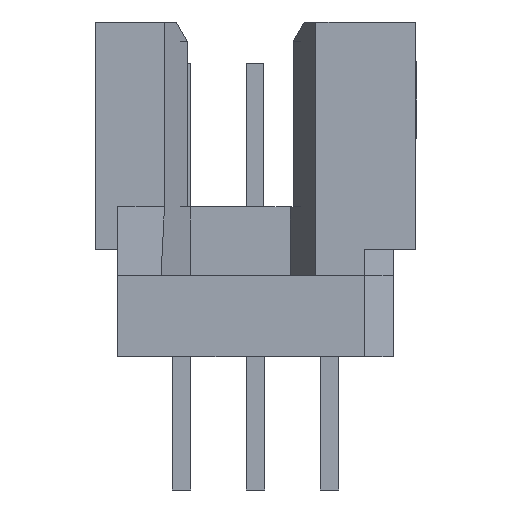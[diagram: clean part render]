
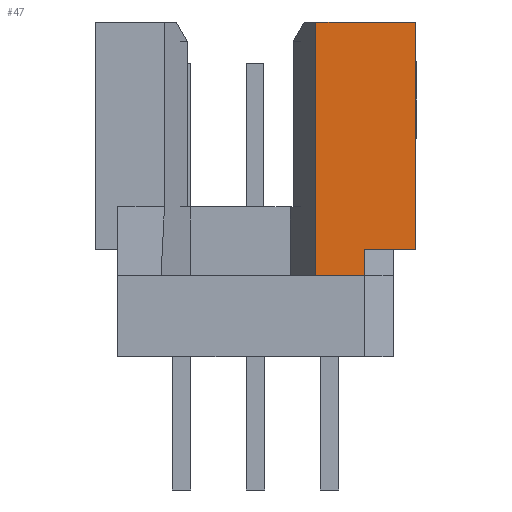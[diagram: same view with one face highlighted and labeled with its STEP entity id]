
A CAD part, left-side view. The second image highlights one B-rep face of the part: STEP entity #47.
In plain terms, the highlighted planar face has unit normal (-1, 0, 0).
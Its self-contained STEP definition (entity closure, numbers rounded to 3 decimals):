
#47=ADVANCED_FACE('',(#1381),#1382,.F.);
#1381=FACE_OUTER_BOUND('',#4298,.T.);
#1382=PLANE('',#4299);
#4298=EDGE_LOOP('',(#7222,#7223,#7224,#7225,#7226,#7227));
#4299=AXIS2_PLACEMENT_3D('',#7228,#7229,#7230);
#7222=ORIENTED_EDGE('',*,*,#17689,.F.);
#7223=ORIENTED_EDGE('',*,*,#17690,.F.);
#7224=ORIENTED_EDGE('',*,*,#17691,.F.);
#7225=ORIENTED_EDGE('',*,*,#17692,.F.);
#7226=ORIENTED_EDGE('',*,*,#17693,.T.);
#7227=ORIENTED_EDGE('',*,*,#17694,.T.);
#7228=CARTESIAN_POINT('',(-54.165,0.0,0.0));
#7229=DIRECTION('',(1.0,0.0,0.0));
#7230=DIRECTION('',(0.0,1.0,0.0));
#17689=EDGE_CURVE('',#20926,#20927,#20928,.T.);
#17690=EDGE_CURVE('',#20929,#20926,#20930,.T.);
#17691=EDGE_CURVE('',#20931,#20929,#20932,.T.);
#17692=EDGE_CURVE('',#20933,#20931,#20934,.T.);
#17693=EDGE_CURVE('',#20933,#20935,#20936,.T.);
#17694=EDGE_CURVE('',#20935,#20927,#20937,.T.);
#20926=VERTEX_POINT('',#26313);
#20927=VERTEX_POINT('',#26314);
#20928=LINE('',#26315,#26316);
#20929=VERTEX_POINT('',#26317);
#20930=LINE('',#26318,#26319);
#20931=VERTEX_POINT('',#26320);
#20932=LINE('',#26321,#26322);
#20933=VERTEX_POINT('',#26323);
#20934=LINE('',#26324,#26325);
#20935=VERTEX_POINT('',#26326);
#20936=LINE('',#26327,#26328);
#20937=LINE('',#26329,#26330);
#26313=CARTESIAN_POINT('',(-54.165,-5.5,0.0));
#26314=CARTESIAN_POINT('',(-54.165,-5.5,-7.8));
#26315=CARTESIAN_POINT('',(-54.165,-5.5,0.0));
#26316=VECTOR('',#34943,7.8);
#26317=CARTESIAN_POINT('',(-54.165,-2.076,0.0));
#26318=CARTESIAN_POINT('',(-54.165,-2.076,0.0));
#26319=VECTOR('',#34944,3.424);
#26320=CARTESIAN_POINT('',(-54.165,-2.076,-8.72));
#26321=CARTESIAN_POINT('',(-54.165,-2.076,-8.72));
#26322=VECTOR('',#34945,8.72);
#26323=CARTESIAN_POINT('',(-54.165,-3.745,-8.72));
#26324=CARTESIAN_POINT('',(-54.165,-3.745,-8.72));
#26325=VECTOR('',#34946,1.669);
#26326=CARTESIAN_POINT('',(-54.165,-3.745,-7.8));
#26327=CARTESIAN_POINT('',(-54.165,-3.745,-8.72));
#26328=VECTOR('',#34947,0.92);
#26329=CARTESIAN_POINT('',(-54.165,-3.745,-7.8));
#26330=VECTOR('',#34948,1.755);
#34943=DIRECTION('',(0.0,0.0,-1.0));
#34944=DIRECTION('',(0.0,-1.0,0.0));
#34945=DIRECTION('',(0.0,0.0,1.0));
#34946=DIRECTION('',(0.0,1.0,0.0));
#34947=DIRECTION('',(0.0,0.0,1.0));
#34948=DIRECTION('',(0.0,-1.0,0.0));
